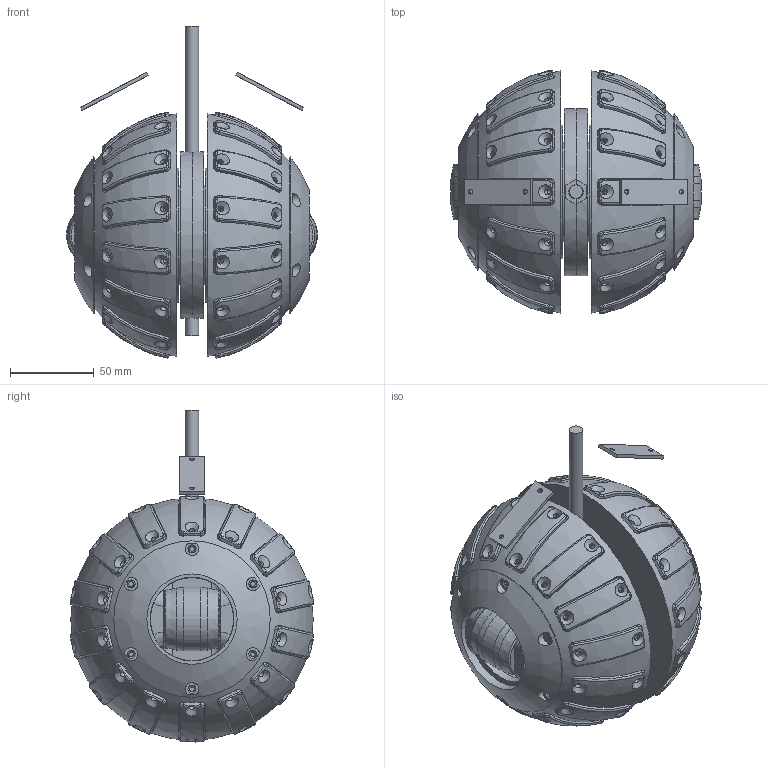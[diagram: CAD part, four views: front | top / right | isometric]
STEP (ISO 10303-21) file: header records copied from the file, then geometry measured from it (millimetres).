
FILE_DESCRIPTION(/* description */ (''),/* implementation_level */ '2;1');
FILE_NAME(/* name */ 'cafc8b3e-a35f-4f8e-a57f-d7d5fb5d4ebc.stp',/* time_stamp */ '2021-05-14T12:27:54+00:00',/* author */ (''),/* organization */ (''),/* preprocessor_version */ 'ST-DEVELOPER v18.1',/* originating_system */ 'Autodesk Translation Framework v10.9.0.1377',/* authorisation */ '');
FILE_SCHEMA (('AUTOMOTIVE_DESIGN { 1 0 10303 214 3 1 1 }'));
Products named in the file (3): 002; wheel; wheel(Mirror)
Assembly tree (2 placements, depth 2):
  002
    wheel
    wheel(Mirror)
Bounding box: 150 x 145.42 x 198.44 mm (x, y, z)
Volume: 1363311.1 mm3; surface area: 331366.1 mm2
Topology: 45 solids, 45 shells, 1224 faces, 3000 edges, 1920 vertices
Faces by surface type: plane 440, cylinder 431, bspline 180, torus 117, sphere 32, cone 24
Full cylindrical faces by diameter (mm): 2.8 x90, 3.3 x56, 3.8 x6, 4 x4, 5 x2, 8 x1, 38 x2, 49.6 x2, 50 x6, 54 x2, 60 x2, 64 x2, 70 x3, 72 x1, 80 x4, 80.7 x4, 100 x2
Entity records: 54026 total; most frequent: CARTESIAN_POINT 25351, ORIENTED_EDGE 6000, DIRECTION 5723, EDGE_CURVE 3000, AXIS2_PLACEMENT_3D 2344, VERTEX_POINT 1920, EDGE_LOOP 1486, CIRCLE 1275
